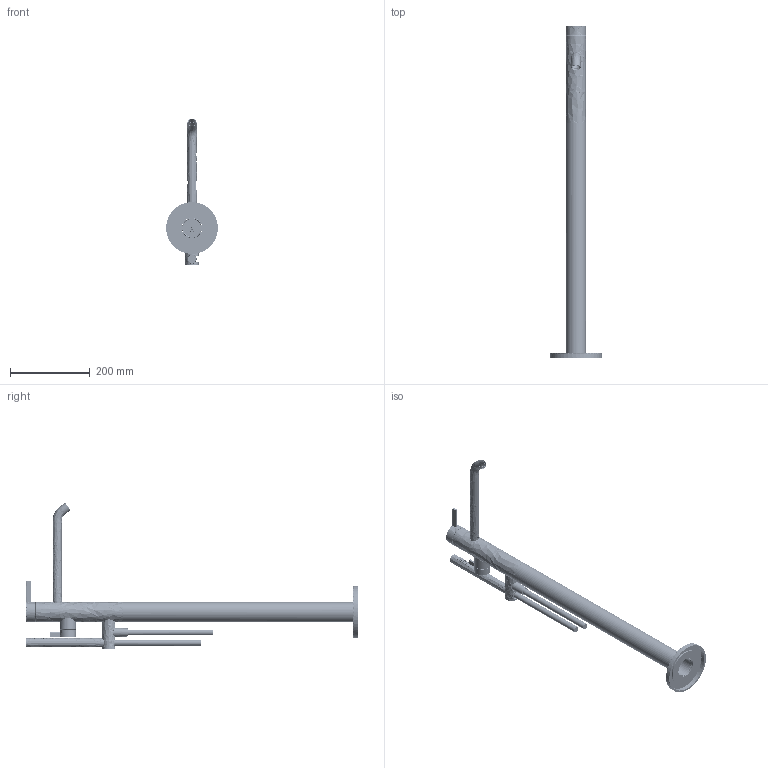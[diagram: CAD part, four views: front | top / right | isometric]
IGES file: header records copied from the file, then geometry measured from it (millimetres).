
Start section: C
Global section: file name: AF087.igs; native system: By Siemens PLM Incorporated; preprocessor: XPlus GENERIC/IGES 24.1.129; author: Author; organization: Title; date: 20230224.104015; units: millimetre
Bounding box: 130 x 834.1 x 367.88 mm (x, y, z)
Surface area: 503429.4 mm2 (no closed solid volume)
Topology: 0 solids, 2 shells, 3519 faces, 21463 edges, 21418 vertices
Faces by surface type: bspline 3519
